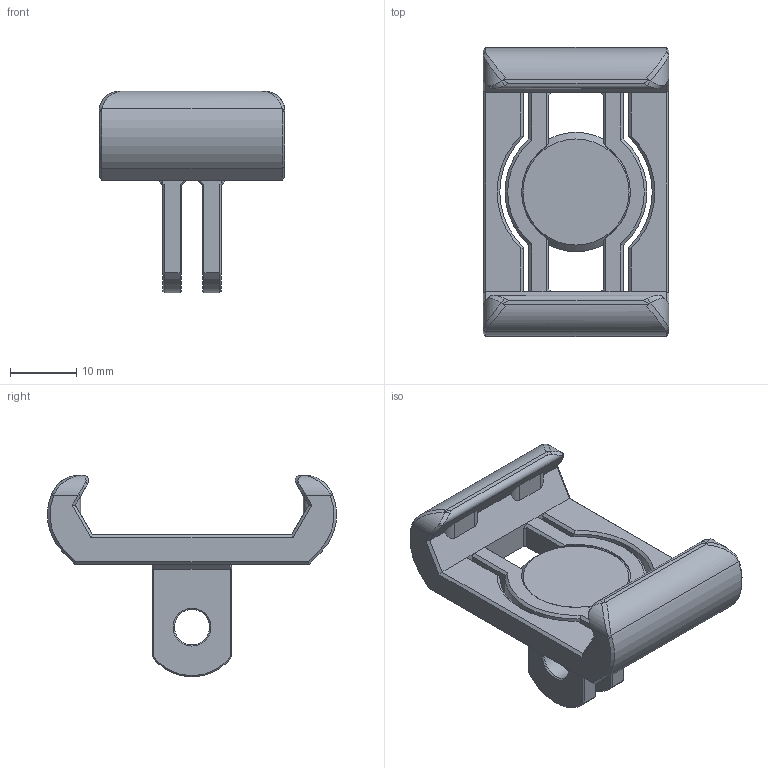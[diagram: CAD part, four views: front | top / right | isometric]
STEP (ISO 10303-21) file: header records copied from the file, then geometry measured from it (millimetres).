
FILE_DESCRIPTION(/* description */ (''),/* implementation_level */ '2;1');
FILE_NAME(/* name */ 'Holder Rotating.step',/* time_stamp */ '2019-07-26T23:08:29+10:00',/* author */ (''),/* organization */ (''),/* preprocessor_version */ 'ST-DEVELOPER v18',/* originating_system */ 'Autodesk Translation Framework v8.2.0.1029',/* authorisation */ '');
FILE_SCHEMA (('AUTOMOTIVE_DESIGN { 1 0 10303 214 3 1 1 }'));
Length unit declared in the file: millimetre
Products named in the file (3): Holder; Component1; Component2
Assembly tree (2 placements, depth 2):
  Holder
    Component1
    Component2
Bounding box: 28 x 43.61 x 30.37 mm (x, y, z)
Volume: 7365 mm3; surface area: 5598.2 mm2
Topology: 2 solids, 2 shells, 258 faces, 664 edges, 404 vertices
Faces by surface type: plane 138, cylinder 45, bspline 40, cone 35
Full cylindrical faces by diameter (mm): 5.3 x2, 15 x1
Entity records: 9221 total; most frequent: CARTESIAN_POINT 3295, ORIENTED_EDGE 1320, DIRECTION 1074, EDGE_CURVE 660, VERTEX_POINT 404, LINE 380, VECTOR 380, AXIS2_PLACEMENT_3D 347
